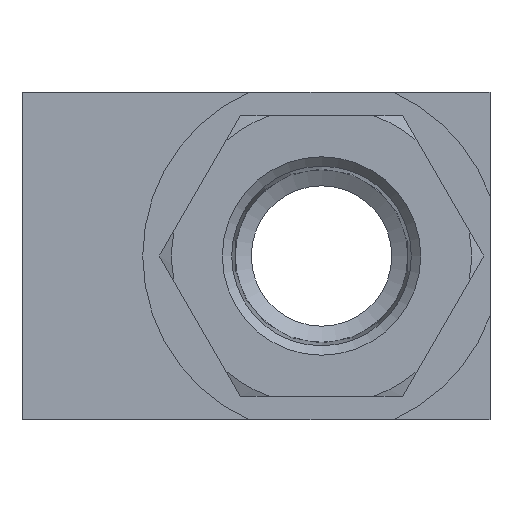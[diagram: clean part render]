
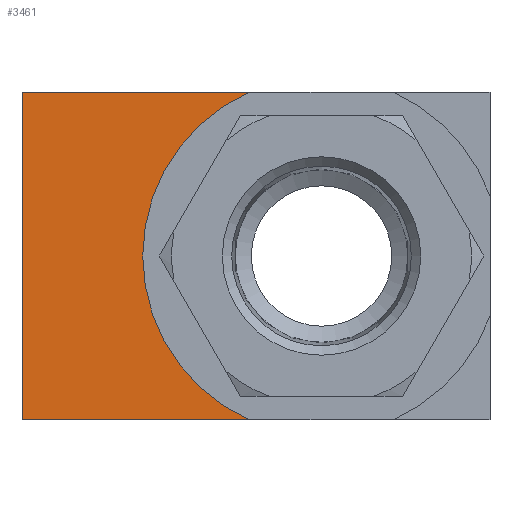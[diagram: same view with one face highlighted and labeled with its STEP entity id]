
A CAD part, left-side view. The second image highlights one B-rep face of the part: STEP entity #3461.
In plain terms, the highlighted planar face has unit normal (-1, 0, 0).
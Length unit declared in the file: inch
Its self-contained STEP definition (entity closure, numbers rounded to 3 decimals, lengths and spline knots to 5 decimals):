
#2783=CARTESIAN_POINT('',(-0.875,2.5,0.875));
#2784=VERTEX_POINT('',#2783);
#2791=CARTESIAN_POINT('',(-0.875,1.28262,0.875));
#2792=VERTEX_POINT('',#2791);
#2793=CARTESIAN_POINT('',(-0.875,1.28262,0.875));
#2794=DIRECTION('',(0.0,1.0,0.0));
#2795=VECTOR('',#2794,1.21738);
#2796=LINE('',#2793,#2795);
#2797=EDGE_CURVE('',#2792,#2784,#2796,.T.);
#3306=CARTESIAN_POINT('',(-0.875,1.28262,-0.875));
#3307=VERTEX_POINT('',#3306);
#3308=CARTESIAN_POINT('',(-0.875,0.9,0.));
#3309=DIRECTION('',(1.0,0.0,0.0));
#3310=DIRECTION('',(0.0,0.0,-1.0));
#3311=AXIS2_PLACEMENT_3D('',#3308,#3309,#3310);
#3312=CIRCLE('',#3311,0.955);
#3313=EDGE_CURVE('',#3307,#2792,#3312,.T.);
#3438=CARTESIAN_POINT('',(-0.875,0.0,0.0));
#3439=DIRECTION('',(-1.0,0.0,0.0));
#3440=DIRECTION('',(0.0,0.0,1.0));
#3441=AXIS2_PLACEMENT_3D('',#3438,#3439,#3440);
#3442=PLANE('',#3441);
#3443=ORIENTED_EDGE('',*,*,#3313,.T.);
#3444=ORIENTED_EDGE('',*,*,#2797,.T.);
#3445=CARTESIAN_POINT('',(-0.875,2.5,-0.875));
#3446=VERTEX_POINT('',#3445);
#3447=CARTESIAN_POINT('',(-0.875,2.5,-0.875));
#3448=DIRECTION('',(0.0,0.0,1.0));
#3449=VECTOR('',#3448,1.75);
#3450=LINE('',#3447,#3449);
#3451=EDGE_CURVE('',#3446,#2784,#3450,.T.);
#3452=ORIENTED_EDGE('',*,*,#3451,.F.);
#3453=CARTESIAN_POINT('',(-0.875,2.5,-0.875));
#3454=DIRECTION('',(0.0,-1.0,0.0));
#3455=VECTOR('',#3454,1.21738);
#3456=LINE('',#3453,#3455);
#3457=EDGE_CURVE('',#3446,#3307,#3456,.T.);
#3458=ORIENTED_EDGE('',*,*,#3457,.T.);
#3459=EDGE_LOOP('',(#3443,#3444,#3452,#3458));
#3460=FACE_OUTER_BOUND('',#3459,.T.);
#3461=ADVANCED_FACE('',(#3460),#3442,.T.);
